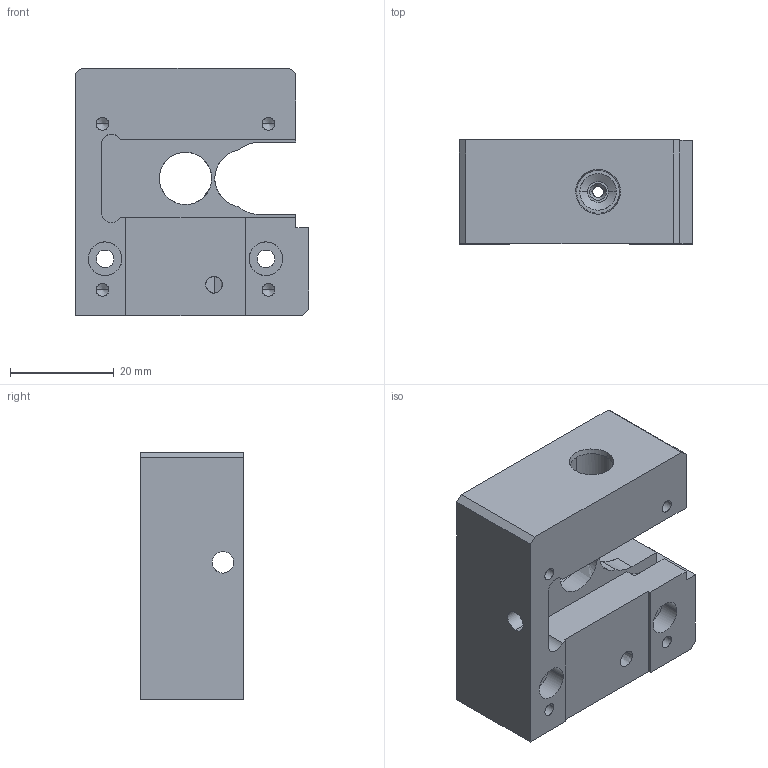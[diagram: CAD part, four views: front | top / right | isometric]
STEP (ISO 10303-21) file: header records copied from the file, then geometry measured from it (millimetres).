
FILE_DESCRIPTION(('FreeCAD Model'),'2;1');
FILE_NAME('Cuerpo_Motor_003 01.stp','2016-01-27T22:40:53',('FreeCAD'),('FreeCAD'), 'Open CASCADE STEP processor 6.8','FreeCAD','Unknown');
FILE_SCHEMA(('AUTOMOTIVE_DESIGN_CC2 { 1 2 10303 214 -1 1 5 4 }'));
Length unit declared in the file: millimetre
Products named in the file (1): Open CASCADE STEP translator 6.8 117
Bounding box: 45 x 20 x 47.75 mm (x, y, z)
Volume: 30138.7 mm3; surface area: 10190.9 mm2
Topology: 1 solids, 1 shells, 109 faces, 329 edges, 218 vertices
Faces by surface type: bspline 78, plane 31
Entity records: 16325 total; most frequent: CARTESIAN_POINT 12408, B_SPLINE_CURVE_WITH_KNOTS 671, ORIENTED_EDGE 626, PCURVE 626, DEFINITIONAL_REPRESENTATION 626, EDGE_CURVE 313, SURFACE_CURVE 313, VERTEX_POINT 218
